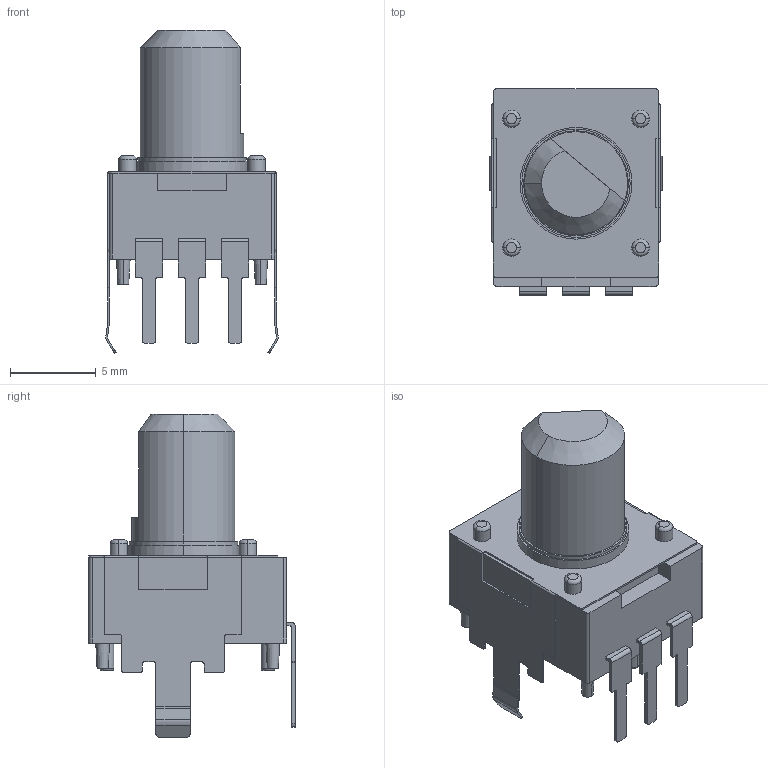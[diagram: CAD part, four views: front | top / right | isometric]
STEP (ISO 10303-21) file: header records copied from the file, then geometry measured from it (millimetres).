
FILE_DESCRIPTION (( 'STEP AP214' ), '1' );
FILE_NAME ('RES-TH_RK09K113004U.step', '2022-07-29T05:46:37', ( '' ), ( '' ), 'SwSTEP 2.0', 'SolidWorks 2020', '' );
FILE_SCHEMA (( 'AUTOMOTIVE_DESIGN' ));
Length unit declared in the file: millimetre
Products named in the file (1): RES-TH_RK09K113004U
Bounding box: 10.02 x 12 x 18.8 mm (x, y, z)
Volume: 750.6 mm3; surface area: 1051.1 mm2
Topology: 2 solids, 2 shells, 521 faces, 1406 edges, 929 vertices
Faces by surface type: plane 267, cylinder 126, bspline 98, cone 18, torus 12
Entity records: 22756 total; most frequent: CARTESIAN_POINT 4253, ORIENTED_EDGE 2812, DIRECTION 2352, EDGE_CURVE 1406, VERTEX_POINT 929, LINE 896, VECTOR 896, AXIS2_PLACEMENT_3D 728
